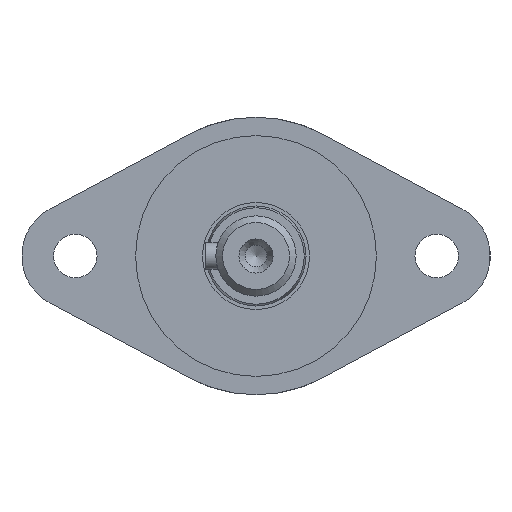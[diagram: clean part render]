
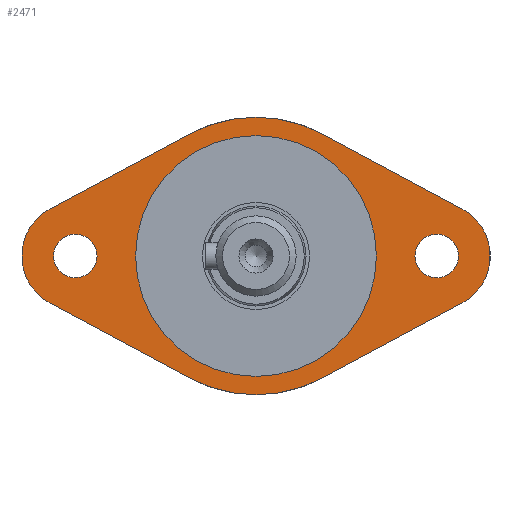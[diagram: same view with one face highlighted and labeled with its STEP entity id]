
A CAD part, left-side view. The second image highlights one B-rep face of the part: STEP entity #2471.
In plain terms, the highlighted planar face has unit normal (-1, 0, 0).
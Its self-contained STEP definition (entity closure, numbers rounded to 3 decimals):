
#63=LINE('',#3617,#294);
#64=LINE('',#3620,#295);
#65=LINE('',#3622,#296);
#66=LINE('',#3625,#297);
#294=VECTOR('',#2914,10.);
#295=VECTOR('',#2917,10.);
#296=VECTOR('',#2918,10.);
#297=VECTOR('',#2921,10.);
#685=FACE_BOUND('',#855,.T.);
#686=FACE_BOUND('',#856,.T.);
#687=FACE_BOUND('',#857,.T.);
#716=FACE_OUTER_BOUND('',#854,.T.);
#854=EDGE_LOOP('',(#1719,#1720,#1721,#1722,#1723,#1724,#1725,#1726));
#855=EDGE_LOOP('',(#1727));
#856=EDGE_LOOP('',(#1728));
#857=EDGE_LOOP('',(#1729,#1730));
#1009=CIRCLE('',#2641,20.75);
#1011=CIRCLE('',#2643,20.75);
#1013=CIRCLE('',#2646,8.);
#1014=CIRCLE('',#2647,8.);
#1015=CIRCLE('',#2648,3.25);
#1016=CIRCLE('',#2649,3.25);
#1017=CIRCLE('',#2650,18.);
#1018=CIRCLE('',#2651,18.);
#1107=VERTEX_POINT('',#3600);
#1108=VERTEX_POINT('',#3602);
#1111=VERTEX_POINT('',#3608);
#1112=VERTEX_POINT('',#3610);
#1114=VERTEX_POINT('',#3616);
#1115=VERTEX_POINT('',#3618);
#1116=VERTEX_POINT('',#3621);
#1117=VERTEX_POINT('',#3623);
#1118=VERTEX_POINT('',#3626);
#1119=VERTEX_POINT('',#3628);
#1120=VERTEX_POINT('',#3630);
#1121=VERTEX_POINT('',#3631);
#1347=EDGE_CURVE('',#1107,#1108,#1009,.T.);
#1351=EDGE_CURVE('',#1111,#1112,#1011,.T.);
#1354=EDGE_CURVE('',#1114,#1107,#63,.T.);
#1355=EDGE_CURVE('',#1115,#1114,#1013,.T.);
#1356=EDGE_CURVE('',#1112,#1115,#64,.T.);
#1357=EDGE_CURVE('',#1111,#1116,#65,.T.);
#1358=EDGE_CURVE('',#1116,#1117,#1014,.T.);
#1359=EDGE_CURVE('',#1117,#1108,#66,.T.);
#1360=EDGE_CURVE('',#1118,#1118,#1015,.T.);
#1361=EDGE_CURVE('',#1119,#1119,#1016,.T.);
#1362=EDGE_CURVE('',#1120,#1121,#1017,.T.);
#1363=EDGE_CURVE('',#1121,#1120,#1018,.T.);
#1719=ORIENTED_EDGE('',*,*,#1347,.F.);
#1720=ORIENTED_EDGE('',*,*,#1354,.F.);
#1721=ORIENTED_EDGE('',*,*,#1355,.F.);
#1722=ORIENTED_EDGE('',*,*,#1356,.F.);
#1723=ORIENTED_EDGE('',*,*,#1351,.F.);
#1724=ORIENTED_EDGE('',*,*,#1357,.T.);
#1725=ORIENTED_EDGE('',*,*,#1358,.T.);
#1726=ORIENTED_EDGE('',*,*,#1359,.T.);
#1727=ORIENTED_EDGE('',*,*,#1360,.T.);
#1728=ORIENTED_EDGE('',*,*,#1361,.T.);
#1729=ORIENTED_EDGE('',*,*,#1362,.T.);
#1730=ORIENTED_EDGE('',*,*,#1363,.T.);
#2378=PLANE('',#2645);
#2471=ADVANCED_FACE('',(#716,#685,#686,#687),#2378,.T.);
#2641=AXIS2_PLACEMENT_3D('',#3603,#2901,#2902);
#2643=AXIS2_PLACEMENT_3D('',#3611,#2907,#2908);
#2645=AXIS2_PLACEMENT_3D('',#3615,#2912,#2913);
#2646=AXIS2_PLACEMENT_3D('',#3619,#2915,#2916);
#2647=AXIS2_PLACEMENT_3D('',#3624,#2919,#2920);
#2648=AXIS2_PLACEMENT_3D('',#3627,#2922,#2923);
#2649=AXIS2_PLACEMENT_3D('',#3629,#2924,#2925);
#2650=AXIS2_PLACEMENT_3D('',#3632,#2926,#2927);
#2651=AXIS2_PLACEMENT_3D('',#3633,#2928,#2929);
#2901=DIRECTION('center_axis',(1.,0.,0.));
#2902=DIRECTION('ref_axis',(0.,1.,0.));
#2907=DIRECTION('center_axis',(1.,0.,0.));
#2908=DIRECTION('ref_axis',(0.,1.,0.));
#2912=DIRECTION('center_axis',(-1.,0.,0.));
#2913=DIRECTION('ref_axis',(0.,0.,
1.));
#2914=DIRECTION('',(0.,0.881,-0.472));
#2915=DIRECTION('center_axis',(1.,0.,0.));
#2916=DIRECTION('ref_axis',(0.,0.472,0.881));
#2917=DIRECTION('',(0.,-0.881,-0.472));
#2918=DIRECTION('',(0.,0.881,-0.472));
#2919=DIRECTION('center_axis',(-1.,0.,0.));
#2920=DIRECTION('ref_axis',(0.,0.472,0.881));
#2921=DIRECTION('',(0.,-0.881,-0.472));
#2922=DIRECTION('center_axis',(1.,0.,0.));
#2923=DIRECTION('ref_axis',(0.,0.,-1.));
#2924=DIRECTION('center_axis',(1.,0.,0.));
#2925=DIRECTION('ref_axis',(0.,0.,-1.));
#2926=DIRECTION('center_axis',(1.,0.,0.));
#2927=DIRECTION('ref_axis',(0.,1.,0.));
#2928=DIRECTION('center_axis',(1.,0.,0.));
#2929=DIRECTION('ref_axis',(0.,1.,0.));
#3600=CARTESIAN_POINT('',(-82.,-9.799,-18.291));
#3602=CARTESIAN_POINT('',(-82.,9.799,-18.291));
#3603=CARTESIAN_POINT('Origin',(-82.,0.,
0.));
#3608=CARTESIAN_POINT('',(-82.,9.799,18.291));
#3610=CARTESIAN_POINT('',(-82.,-9.799,18.291));
#3611=CARTESIAN_POINT('Origin',(-82.,0.,
0.));
#3615=CARTESIAN_POINT('Origin',(-82.,19.375,0.));
#3616=CARTESIAN_POINT('',(-82.,-30.778,-7.052));
#3617=CARTESIAN_POINT('',(-82.,-30.778,-7.052));
#3618=CARTESIAN_POINT('',(-82.,-30.778,7.052));
#3619=CARTESIAN_POINT('Origin',(-82.,-27.,0.));
#3620=CARTESIAN_POINT('',(-82.,-9.799,18.291));
#3621=CARTESIAN_POINT('',(-82.,30.778,7.052));
#3622=CARTESIAN_POINT('',(-82.,9.799,18.291));
#3623=CARTESIAN_POINT('',(-82.,30.778,-7.052));
#3624=CARTESIAN_POINT('Origin',(-82.,27.,0.));
#3625=CARTESIAN_POINT('',(-82.,30.778,-7.052));
#3626=CARTESIAN_POINT('',(-82.,27.,3.25));
#3627=CARTESIAN_POINT('Origin',(-82.,27.,0.));
#3628=CARTESIAN_POINT('',(-82.,-27.,3.25));
#3629=CARTESIAN_POINT('Origin',(-82.,-27.,0.));
#3630=CARTESIAN_POINT('',(-82.,18.,0.));
#3631=CARTESIAN_POINT('',(-82.,-18.,0.));
#3632=CARTESIAN_POINT('Origin',(-82.,0.,
0.));
#3633=CARTESIAN_POINT('Origin',(-82.,0.,
0.));
